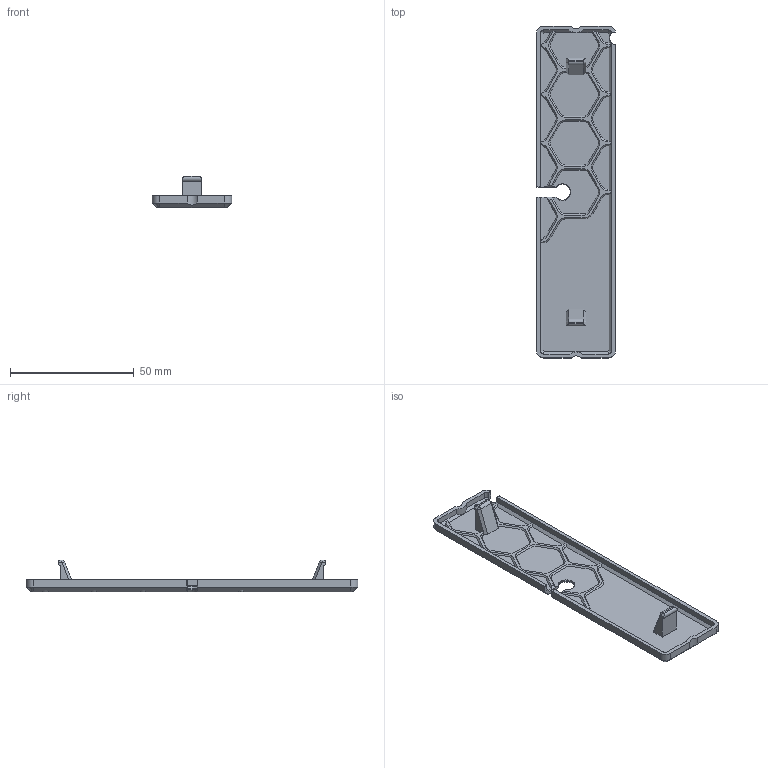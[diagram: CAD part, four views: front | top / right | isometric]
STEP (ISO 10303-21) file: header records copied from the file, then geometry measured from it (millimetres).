
FILE_DESCRIPTION(('FreeCAD Model'),'2;1');
FILE_NAME('Open CASCADE Shape Model','2022-09-18T21:09:42',('Author'),( ''),'Open CASCADE STEP processor 7.5','FreeCAD','Unknown');
FILE_SCHEMA(('AUTOMOTIVE_DESIGN { 1 0 10303 214 1 1 1 1 }'));
Length unit declared in the file: millimetre
Products named in the file (1): Fusion001
Bounding box: 32 x 134 x 12.9 mm (x, y, z)
Volume: 8511.3 mm3; surface area: 11267.5 mm2
Topology: 1 solids, 1 shells, 340 faces, 960 edges, 627 vertices
Faces by surface type: bspline 204, plane 99, cylinder 21, cone 16
Entity records: 38532 total; most frequent: CARTESIAN_POINT 21763, DIRECTION 2347, ORIENTED_EDGE 1920, PCURVE 1920, DEFINITIONAL_REPRESENTATION 1920, LINE 1613, VECTOR 1613, EDGE_CURVE 960
